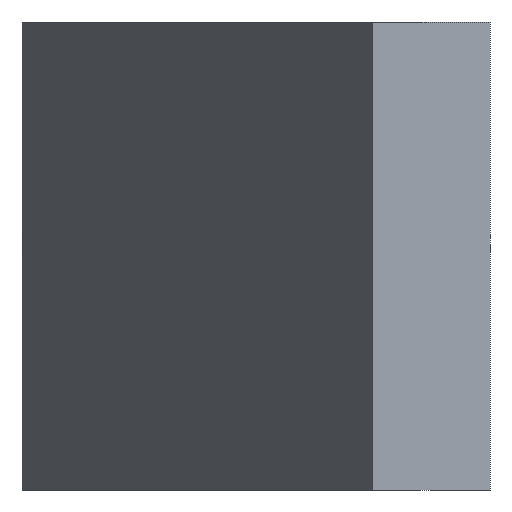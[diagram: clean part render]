
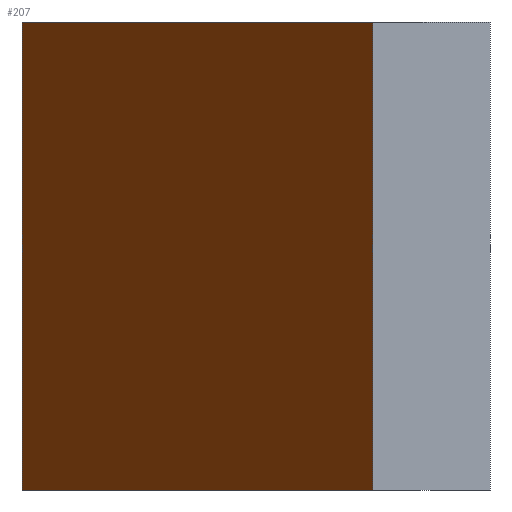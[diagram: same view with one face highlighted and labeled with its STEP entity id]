
A CAD part, left-side view. The second image highlights one B-rep face of the part: STEP entity #207.
In plain terms, the highlighted planar face has unit normal (-0.5, 0.866, 0).
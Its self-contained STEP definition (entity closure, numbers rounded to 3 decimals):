
#21=FACE_OUTER_BOUND('',#32,.T.);
#32=EDGE_LOOP('',(#165,#166,#167,#168));
#44=LINE('',#315,#71);
#56=LINE('',#338,#83);
#57=LINE('',#341,#84);
#58=LINE('',#342,#85);
#71=VECTOR('',#257,10.);
#83=VECTOR('',#279,10.);
#84=VECTOR('',#282,10.);
#85=VECTOR('',#283,10.);
#98=VERTEX_POINT('',#312);
#99=VERTEX_POINT('',#314);
#105=VERTEX_POINT('',#336);
#106=VERTEX_POINT('',#340);
#116=EDGE_CURVE('',#99,#98,#44,.T.);
#128=EDGE_CURVE('',#105,#98,#56,.T.);
#129=EDGE_CURVE('',#105,#106,#57,.T.);
#130=EDGE_CURVE('',#106,#99,#58,.T.);
#165=ORIENTED_EDGE('',*,*,#129,.T.);
#166=ORIENTED_EDGE('',*,*,#130,.T.);
#167=ORIENTED_EDGE('',*,*,#116,.T.);
#168=ORIENTED_EDGE('',*,*,#128,.F.);
#196=PLANE('',#241);
#207=ADVANCED_FACE('',(#21),#196,.T.);
#241=AXIS2_PLACEMENT_3D('',#339,#280,#281);
#257=DIRECTION('',(-0.866,-0.5,0.));
#279=DIRECTION('',(0.,0.,-1.));
#280=DIRECTION('center_axis',(-0.5,0.866,0.));
#281=DIRECTION('ref_axis',(0.,0.,1.));
#282=DIRECTION('',(0.866,0.5,0.));
#283=DIRECTION('',(0.,0.,-1.));
#312=CARTESIAN_POINT('',(-40.,5.,-10.));
#314=CARTESIAN_POINT('',(-14.,20.,-10.));
#315=CARTESIAN_POINT('',(-40.,5.,-10.));
#336=CARTESIAN_POINT('',(-40.,5.,10.));
#338=CARTESIAN_POINT('',(-40.,5.,0.));
#339=CARTESIAN_POINT('Origin',(-40.,5.,0.));
#340=CARTESIAN_POINT('',(-14.,20.,10.));
#341=CARTESIAN_POINT('',(-40.,5.,10.));
#342=CARTESIAN_POINT('',(-14.,20.,0.));
